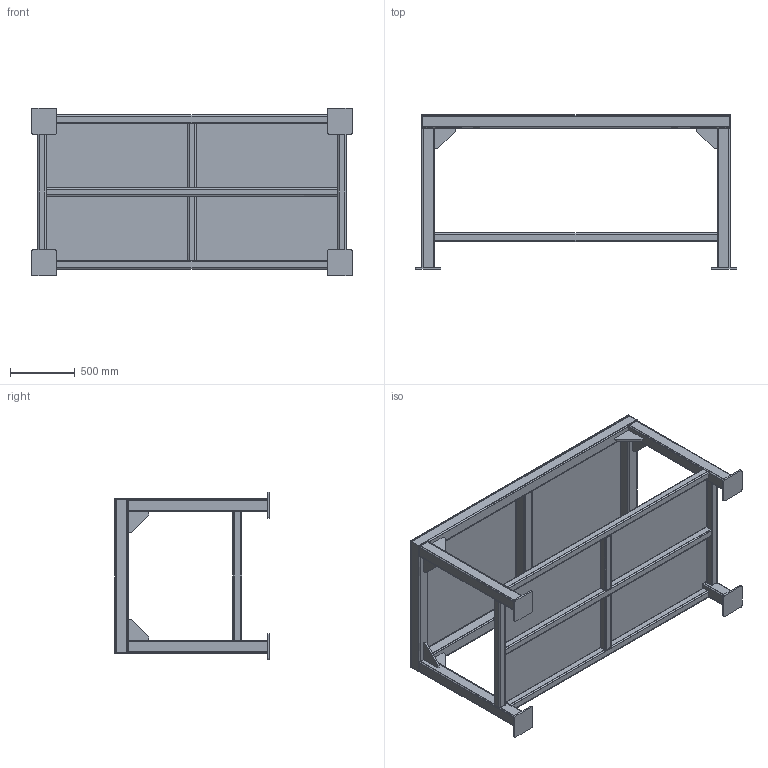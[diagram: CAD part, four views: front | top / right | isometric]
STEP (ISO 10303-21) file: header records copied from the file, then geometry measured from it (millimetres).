
FILE_DESCRIPTION(('FreeCAD Model'),'2;1');
FILE_NAME('Open CASCADE Shape Model','2025-04-25T23:47:13',('FreeCAD'),( 'FreeCAD'),'Open CASCADE STEP processor 7.6','FreeCAD','Unknown');
FILE_SCHEMA(('AUTOMOTIVE_DESIGN { 1 0 10303 214 1 1 1 1 }'));
Length unit declared in the file: millimetre
Products named in the file (1): Open CASCADE STEP translator 7.6 1
Bounding box: 2479.18 x 1190.01 x 1289.18 mm (x, y, z)
Volume: 44810202.2 mm3; surface area: 25342415.9 mm2
Topology: 30 solids, 30 shells, 410 faces, 1040 edges, 688 vertices
Faces by surface type: bspline 410
Entity records: 11404 total; most frequent: CARTESIAN_POINT 5209, ORIENTED_EDGE 2080, EDGE_CURVE 1040, B_SPLINE_CURVE_WITH_KNOTS 760, VERTEX_POINT 688, FACE_BOUND 440, EDGE_LOOP 440, ADVANCED_FACE 410
